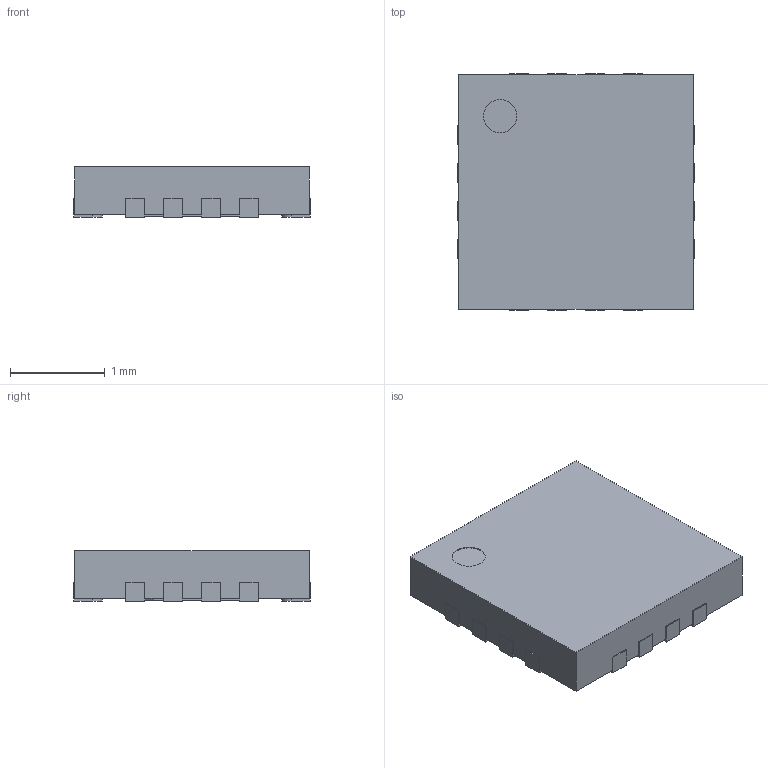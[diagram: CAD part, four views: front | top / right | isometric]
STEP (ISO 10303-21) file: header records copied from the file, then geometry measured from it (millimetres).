
FILE_DESCRIPTION(('FreeCAD Model'),'2;1');
FILE_NAME('qfn16_2_5x2_5_p04.step', '2018-03-02T20:02:12',('Author'),(''), 'Open CASCADE STEP processor 6.8','FreeCAD','Unknown');
FILE_SCHEMA(('AUTOMOTIVE_DESIGN_CC2 { 1 2 10303 214 -1 1 5 4 }'));
Length unit declared in the file: millimetre
Products named in the file (2): ASSEMBLY; qfn16_2_5x2_5_p04
Assembly tree (1 placements, depth 2):
  ASSEMBLY
    qfn16_2_5x2_5_p04
Bounding box: 2.5 x 2.5 x 0.53 mm (x, y, z)
Volume: 3.1 mm3; surface area: 17.9 mm2
Topology: 1 solids, 1 shells, 110 faces, 318 edges, 212 vertices
Faces by surface type: plane 93, cylinder 17
Full cylindrical faces by diameter (mm): 0.35 x1
Entity records: 8523 total; most frequent: CARTESIAN_POINT 1555, DIRECTION 1095, LINE 801, VECTOR 801, ORIENTED_EDGE 636, PCURVE 636, DEFINITIONAL_REPRESENTATION 636, EDGE_CURVE 318
